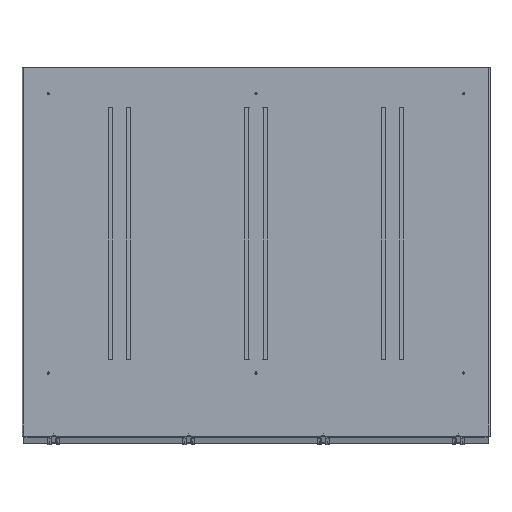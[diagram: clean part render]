
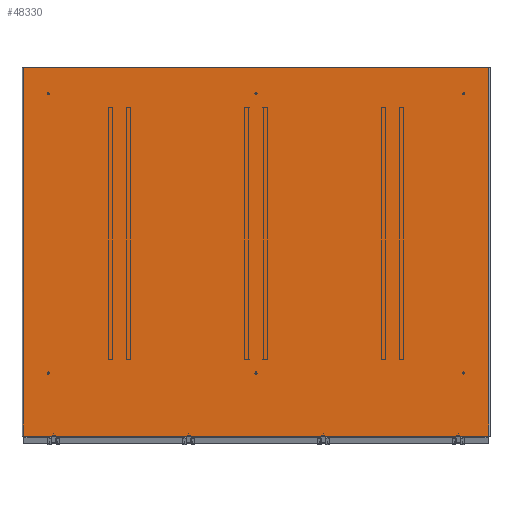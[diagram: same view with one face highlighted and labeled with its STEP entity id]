
A CAD part, top view. The second image highlights one B-rep face of the part: STEP entity #48330.
In plain terms, the highlighted planar face has unit normal (0, 0, 1).
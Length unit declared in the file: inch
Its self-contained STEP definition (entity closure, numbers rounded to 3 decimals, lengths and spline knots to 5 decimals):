
#1366 = ORIENTED_EDGE ( 'NONE', *, *, #53759, .T. ) ;
#2090 = AXIS2_PLACEMENT_3D ( 'NONE', #5244, #52422, #13778 ) ;
#2239 = LINE ( 'NONE', #66525, #97552 ) ;
#4289 = ORIENTED_EDGE ( 'NONE', *, *, #5729, .F. ) ;
#5244 = CARTESIAN_POINT ( 'NONE',  ( -24., 0., 10.4725 ) ) ;
#5729 = EDGE_CURVE ( 'NONE', #98539, #30070, #23477, .T. ) ;
#8592 = DIRECTION ( 'NONE',  ( 0., -1., 0. ) ) ;
#9567 = DIRECTION ( 'NONE',  ( 0.707, -0.707, 0. ) ) ;
#9651 = CARTESIAN_POINT ( 'NONE',  ( -23.892, 0., 10.4725 ) ) ;
#9874 = LINE ( 'NONE', #82102, #68546 ) ;
#13778 = DIRECTION ( 'NONE',  ( 0., 1., 0. ) ) ;
#14208 = DIRECTION ( 'NONE',  ( 1., 0., 0. ) ) ;
#16078 = VECTOR ( 'NONE', #53361, 39.37008 ) ;
#16778 = CARTESIAN_POINT ( 'NONE',  ( -23.87808, -37.84972, 10.4725 ) ) ;
#17600 = CARTESIAN_POINT ( 'NONE',  ( 23.892, 0., 10.4725 ) ) ;
#21009 = VECTOR ( 'NONE', #14208, 39.37008 ) ;
#23477 = LINE ( 'NONE', #45340, #21009 ) ;
#23936 = VERTEX_POINT ( 'NONE', #82215 ) ;
#24226 = VERTEX_POINT ( 'NONE', #38820 ) ;
#29117 = PLANE ( 'NONE',  #2090 ) ;
#29330 = EDGE_CURVE ( 'NONE', #98208, #37981, #33744, .T. ) ;
#30070 = VERTEX_POINT ( 'NONE', #17600 ) ;
#31295 = VECTOR ( 'NONE', #9567, 39.37008 ) ;
#33744 = LINE ( 'NONE', #56065, #31295 ) ;
#36869 = LINE ( 'NONE', #83050, #16078 ) ;
#37721 = FACE_OUTER_BOUND ( 'NONE', #60966, .T. ) ;
#37981 = VERTEX_POINT ( 'NONE', #16778 ) ;
#38820 = CARTESIAN_POINT ( 'NONE',  ( 23.87808, -37.84972, 10.4725 ) ) ;
#43310 = ORIENTED_EDGE ( 'NONE', *, *, #95497, .T. ) ;
#45340 = CARTESIAN_POINT ( 'NONE',  ( -24., 0., 10.4725 ) ) ;
#48330 = ADVANCED_FACE ( 'NONE', ( #37721 ), #29117, .F. ) ;
#52146 = DIRECTION ( 'NONE',  ( 0.707, 0.707, 0. ) ) ;
#52422 = DIRECTION ( 'NONE',  ( 0., 0., -1. ) ) ;
#53361 = DIRECTION ( 'NONE',  ( 1., 0., 0. ) ) ;
#53759 = EDGE_CURVE ( 'NONE', #37981, #24226, #36869, .T. ) ;
#56065 = CARTESIAN_POINT ( 'NONE',  ( -42.8639, -18.8639, 10.4725 ) ) ;
#60966 = EDGE_LOOP ( 'NONE', ( #84592, #67395, #1366, #43310, #92714, #4289 ) ) ;
#63314 = CARTESIAN_POINT ( 'NONE',  ( -23.892, 0., 10.4725 ) ) ;
#66525 = CARTESIAN_POINT ( 'NONE',  ( 18.8639, -42.8639, 10.4725 ) ) ;
#67395 = ORIENTED_EDGE ( 'NONE', *, *, #29330, .T. ) ;
#68546 = VECTOR ( 'NONE', #90288, 39.37008 ) ;
#79595 = EDGE_CURVE ( 'NONE', #30070, #23936, #9874, .T. ) ;
#82102 = CARTESIAN_POINT ( 'NONE',  ( 23.892, 0., 10.4725 ) ) ;
#82215 = CARTESIAN_POINT ( 'NONE',  ( 23.892, -37.83579, 10.4725 ) ) ;
#83050 = CARTESIAN_POINT ( 'NONE',  ( -23.892, -37.84972, 10.4725 ) ) ;
#84592 = ORIENTED_EDGE ( 'NONE', *, *, #92505, .T. ) ;
#88467 = LINE ( 'NONE', #63314, #93353 ) ;
#89958 = CARTESIAN_POINT ( 'NONE',  ( -23.892, -37.83579, 10.4725 ) ) ;
#90288 = DIRECTION ( 'NONE',  ( 0., -1., 0. ) ) ;
#92505 = EDGE_CURVE ( 'NONE', #98539, #98208, #88467, .T. ) ;
#92714 = ORIENTED_EDGE ( 'NONE', *, *, #79595, .F. ) ;
#93353 = VECTOR ( 'NONE', #8592, 39.37008 ) ;
#95497 = EDGE_CURVE ( 'NONE', #24226, #23936, #2239, .T. ) ;
#97552 = VECTOR ( 'NONE', #52146, 39.37008 ) ;
#98208 = VERTEX_POINT ( 'NONE', #89958 ) ;
#98539 = VERTEX_POINT ( 'NONE', #9651 ) ;
